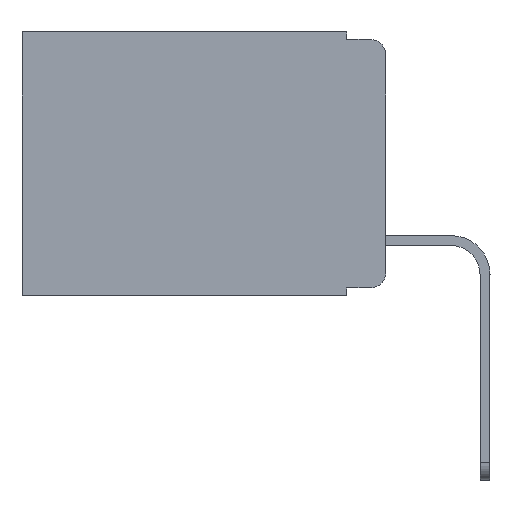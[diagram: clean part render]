
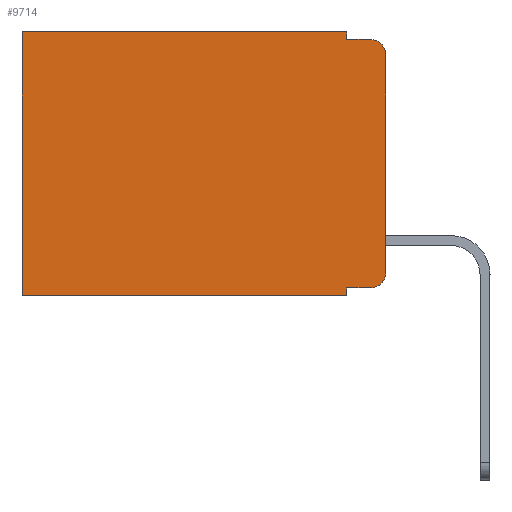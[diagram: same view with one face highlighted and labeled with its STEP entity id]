
A CAD part, left-side view. The second image highlights one B-rep face of the part: STEP entity #9714.
In plain terms, the highlighted planar face has unit normal (-1, 0, 0).
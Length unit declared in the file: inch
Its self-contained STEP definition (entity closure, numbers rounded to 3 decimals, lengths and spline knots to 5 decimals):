
#187 = DIRECTION ( 'NONE',  ( 0., 1., 0. ) ) ;
#379 = EDGE_CURVE ( 'NONE', #12978, #11909, #6304, .T. ) ;
#630 = LINE ( 'NONE', #6872, #4095 ) ;
#766 = VERTEX_POINT ( 'NONE', #8593 ) ;
#1136 = CARTESIAN_POINT ( 'NONE',  ( 0.298, 0.051, -0.01 ) ) ;
#1569 = EDGE_CURVE ( 'NONE', #12978, #14166, #630, .T. ) ;
#1925 = AXIS2_PLACEMENT_3D ( 'NONE', #5451, #12641, #6756 ) ;
#1987 = CARTESIAN_POINT ( 'NONE',  ( 0.298, 0.051, -0.01 ) ) ;
#2020 = EDGE_CURVE ( 'NONE', #8587, #766, #11355, .T. ) ;
#2022 = LINE ( 'NONE', #1136, #12721 ) ;
#2095 = VERTEX_POINT ( 'NONE', #7585 ) ;
#2422 = EDGE_CURVE ( 'NONE', #13040, #12473, #9897, .T. ) ;
#2570 = AXIS2_PLACEMENT_3D ( 'NONE', #5401, #4291, #12540 ) ;
#2653 = CARTESIAN_POINT ( 'NONE',  ( 0.298, 0., -0.03 ) ) ;
#2769 = VERTEX_POINT ( 'NONE', #1987 ) ;
#2834 = DIRECTION ( 'NONE',  ( -1., 0., 0. ) ) ;
#2926 = DIRECTION ( 'NONE',  ( 0., 0., -1. ) ) ;
#2949 = EDGE_CURVE ( 'NONE', #14166, #11721, #12073, .T. ) ;
#3130 = VECTOR ( 'NONE', #12017, 39.37008 ) ;
#3337 = LINE ( 'NONE', #10323, #11109 ) ;
#3778 = CARTESIAN_POINT ( 'NONE',  ( 0.298, 0.051, 0. ) ) ;
#4049 = LINE ( 'NONE', #8312, #7190 ) ;
#4095 = VECTOR ( 'NONE', #13836, 39.37008 ) ;
#4291 = DIRECTION ( 'NONE',  ( 1., 0., 0. ) ) ;
#4750 = CARTESIAN_POINT ( 'NONE',  ( 0.298, 0.473, -0.343 ) ) ;
#4896 = AXIS2_PLACEMENT_3D ( 'NONE', #6357, #2834, #2926 ) ;
#5039 = EDGE_CURVE ( 'NONE', #2769, #766, #2022, .T. ) ;
#5104 = EDGE_CURVE ( 'NONE', #11909, #12473, #4049, .T. ) ;
#5139 = VECTOR ( 'NONE', #13600, 39.37008 ) ;
#5401 = CARTESIAN_POINT ( 'NONE',  ( 0.298, 0., 0. ) ) ;
#5451 = CARTESIAN_POINT ( 'NONE',  ( 0.298, 0.02, -0.313 ) ) ;
#6304 = LINE ( 'NONE', #3778, #3130 ) ;
#6357 = CARTESIAN_POINT ( 'NONE',  ( 0.298, 0.02, -0.03 ) ) ;
#6542 = VECTOR ( 'NONE', #14559, 39.37008 ) ;
#6756 = DIRECTION ( 'NONE',  ( 0., 0., -1. ) ) ;
#6872 = CARTESIAN_POINT ( 'NONE',  ( 0.298, 0.051, -0.333 ) ) ;
#7190 = VECTOR ( 'NONE', #187, 39.37008 ) ;
#7585 = CARTESIAN_POINT ( 'NONE',  ( 0.298, 0.051, 0. ) ) ;
#7811 = PLANE ( 'NONE',  #2570 ) ;
#7916 = CARTESIAN_POINT ( 'NONE',  ( 0.298, 0.02, -0.333 ) ) ;
#8312 = CARTESIAN_POINT ( 'NONE',  ( 0.298, 0., -0.343 ) ) ;
#8350 = ORIENTED_EDGE ( 'NONE', *, *, #10578, .T. ) ;
#8488 = CARTESIAN_POINT ( 'NONE',  ( 0.298, 0.473, 0. ) ) ;
#8587 = VERTEX_POINT ( 'NONE', #2653 ) ;
#8593 = CARTESIAN_POINT ( 'NONE',  ( 0.298, 0.02, -0.01 ) ) ;
#8616 = ORIENTED_EDGE ( 'NONE', *, *, #5039, .F. ) ;
#8900 = CARTESIAN_POINT ( 'NONE',  ( 0.298, 0., 0. ) ) ;
#8901 = ORIENTED_EDGE ( 'NONE', *, *, #13439, .F. ) ;
#8998 = EDGE_LOOP ( 'NONE', ( #14869, #10453, #8616, #8901, #8350, #14641, #10264, #10043, #12096, #9545 ) ) ;
#9009 = CARTESIAN_POINT ( 'NONE',  ( 0.298, 0., -0.313 ) ) ;
#9545 = ORIENTED_EDGE ( 'NONE', *, *, #2949, .T. ) ;
#9629 = CARTESIAN_POINT ( 'NONE',  ( 0.298, 0.051, -0.343 ) ) ;
#9714 = ADVANCED_FACE ( 'NONE', ( #11675 ), #7811, .F. ) ;
#9897 = LINE ( 'NONE', #8488, #6542 ) ;
#10043 = ORIENTED_EDGE ( 'NONE', *, *, #379, .F. ) ;
#10176 = CARTESIAN_POINT ( 'NONE',  ( 0.298, 0.473, 0. ) ) ;
#10264 = ORIENTED_EDGE ( 'NONE', *, *, #5104, .F. ) ;
#10323 = CARTESIAN_POINT ( 'NONE',  ( 0.298, 0., 0. ) ) ;
#10453 = ORIENTED_EDGE ( 'NONE', *, *, #2020, .T. ) ;
#10514 = DIRECTION ( 'NONE',  ( 0., 1., 0. ) ) ;
#10578 = EDGE_CURVE ( 'NONE', #2095, #13040, #3337, .T. ) ;
#11109 = VECTOR ( 'NONE', #10514, 39.37008 ) ;
#11269 = CARTESIAN_POINT ( 'NONE',  ( 0.298, 0.051, 0. ) ) ;
#11355 = CIRCLE ( 'NONE', #4896, 0.02 ) ;
#11597 = EDGE_CURVE ( 'NONE', #8587, #11721, #14396, .T. ) ;
#11675 = FACE_OUTER_BOUND ( 'NONE', #8998, .T. ) ;
#11721 = VERTEX_POINT ( 'NONE', #9009 ) ;
#11795 = VECTOR ( 'NONE', #15088, 39.37008 ) ;
#11909 = VERTEX_POINT ( 'NONE', #9629 ) ;
#12017 = DIRECTION ( 'NONE',  ( 0., 0., -1. ) ) ;
#12073 = CIRCLE ( 'NONE', #1925, 0.02 ) ;
#12096 = ORIENTED_EDGE ( 'NONE', *, *, #1569, .T. ) ;
#12473 = VERTEX_POINT ( 'NONE', #4750 ) ;
#12540 = DIRECTION ( 'NONE',  ( 0., 0., -1. ) ) ;
#12641 = DIRECTION ( 'NONE',  ( -1., 0., 0. ) ) ;
#12721 = VECTOR ( 'NONE', #12874, 39.37008 ) ;
#12874 = DIRECTION ( 'NONE',  ( 0., -1., 0. ) ) ;
#12978 = VERTEX_POINT ( 'NONE', #14710 ) ;
#13040 = VERTEX_POINT ( 'NONE', #10176 ) ;
#13439 = EDGE_CURVE ( 'NONE', #2095, #2769, #14708, .T. ) ;
#13600 = DIRECTION ( 'NONE',  ( 0., 0., -1. ) ) ;
#13836 = DIRECTION ( 'NONE',  ( 0., -1., 0. ) ) ;
#14166 = VERTEX_POINT ( 'NONE', #7916 ) ;
#14396 = LINE ( 'NONE', #8900, #11795 ) ;
#14559 = DIRECTION ( 'NONE',  ( 0., 0., -1. ) ) ;
#14641 = ORIENTED_EDGE ( 'NONE', *, *, #2422, .T. ) ;
#14708 = LINE ( 'NONE', #11269, #5139 ) ;
#14710 = CARTESIAN_POINT ( 'NONE',  ( 0.298, 0.051, -0.333 ) ) ;
#14869 = ORIENTED_EDGE ( 'NONE', *, *, #11597, .F. ) ;
#15088 = DIRECTION ( 'NONE',  ( 0., 0., -1. ) ) ;
